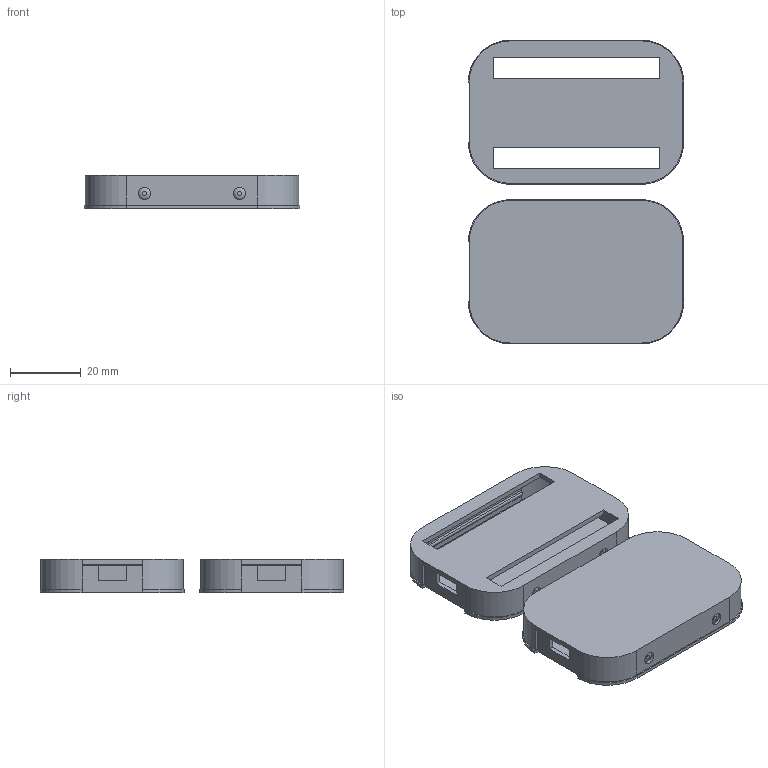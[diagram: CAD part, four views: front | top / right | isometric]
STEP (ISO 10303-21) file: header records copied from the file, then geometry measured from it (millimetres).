
FILE_DESCRIPTION(/* description */ (''),/* implementation_level */ '2;1');
FILE_NAME(/* name */ 'e4ac1220-87ea-4baa-8531-6177043db3b6.stp',/* time_stamp */ '2017-11-04T23:48:15+00:00',/* author */ (''),/* organization */ (''),/* preprocessor_version */ 'ST-DEVELOPER v16.13',/* originating_system */ 'Autodesk Translation Framework v6.5.0.72',/* authorisation */ '');
FILE_SCHEMA (('AUTOMOTIVE_DESIGN { 1 0 10303 214 3 1 1 }'));
Length unit declared in the file: millimetre
Products named in the file (1): PocketBeagle Case v38
Bounding box: 60.7 x 85.7 x 9.4 mm (x, y, z)
Volume: 15606.9 mm3; surface area: 26625.5 mm2
Topology: 4 solids, 4 shells, 168 faces, 440 edges, 288 vertices
Faces by surface type: plane 100, cylinder 60, bspline 8
Full cylindrical faces by diameter (mm): 3.5 x8
Entity records: 5501 total; most frequent: CARTESIAN_POINT 1105, DIRECTION 914, ORIENTED_EDGE 880, EDGE_CURVE 440, AXIS2_PLACEMENT_3D 313, LINE 288, VECTOR 288, VERTEX_POINT 288
